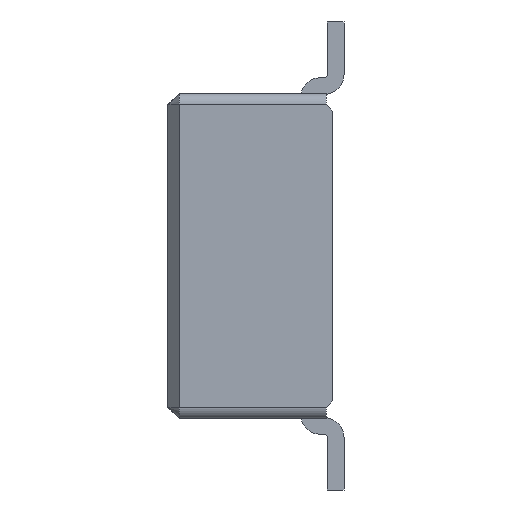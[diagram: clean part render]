
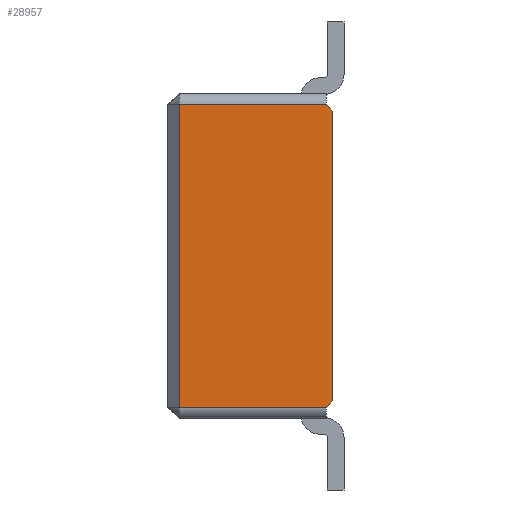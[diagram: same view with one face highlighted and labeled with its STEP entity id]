
A CAD part, left-side view. The second image highlights one B-rep face of the part: STEP entity #28957.
In plain terms, the highlighted planar face has unit normal (-1, 0, 0).
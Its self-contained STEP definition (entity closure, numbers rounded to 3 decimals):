
#181=DIRECTION('',(0.,0.707,0.707));
#182=VECTOR('',#181,0.085);
#183=CARTESIAN_POINT('',(-5.725,-0.74,1.3));
#184=LINE('',#183,#182);
#185=DIRECTION('',(0.,-0.707,0.707));
#186=VECTOR('',#185,0.085);
#187=CARTESIAN_POINT('',(-5.725,-0.68,-1.36));
#188=LINE('',#187,#186);
#193=DIRECTION('',(0.,1.,0.));
#194=VECTOR('',#193,1.32);
#195=CARTESIAN_POINT('',(-5.725,-0.68,-1.36));
#196=LINE('',#195,#194);
#891=DIRECTION('',(0.,0.,1.));
#892=VECTOR('',#891,2.6);
#893=CARTESIAN_POINT('',(-5.725,-0.74,-1.3));
#894=LINE('',#893,#892);
#21505=DIRECTION('',(0.,-1.,0.));
#21506=VECTOR('',#21505,1.32);
#21507=CARTESIAN_POINT('',(-5.725,0.64,1.36));
#21508=LINE('',#21507,#21506);
#21518=DIRECTION('',(0.,0.,1.));
#21519=VECTOR('',#21518,2.72);
#21520=CARTESIAN_POINT('',(-5.725,0.64,-1.36));
#21521=LINE('',#21520,#21519);
#23757=CARTESIAN_POINT('',(-5.725,-0.74,1.3));
#23759=VERTEX_POINT('',#23757);
#23761=CARTESIAN_POINT('',(-5.725,-0.74,-1.3));
#23763=VERTEX_POINT('',#23761);
#23773=CARTESIAN_POINT('',(-5.725,-0.68,-1.36));
#23775=VERTEX_POINT('',#23773);
#23778=CARTESIAN_POINT('',(-5.725,-0.68,1.36));
#23780=VERTEX_POINT('',#23778);
#24837=CARTESIAN_POINT('',(-5.725,0.64,-1.36));
#24838=CARTESIAN_POINT('',(-5.725,0.64,1.36));
#24839=VERTEX_POINT('',#24837);
#24840=VERTEX_POINT('',#24838);
#28939=CARTESIAN_POINT('',(-5.725,0.74,-1.46));
#28940=DIRECTION('',(-1.,0.,0.));
#28941=DIRECTION('',(0.,-1.,0.));
#28942=AXIS2_PLACEMENT_3D('',#28939,#28940,#28941);
#28943=PLANE('',#28942);
#28945=ORIENTED_EDGE('',*,*,#28944,.T.);
#28947=ORIENTED_EDGE('',*,*,#28946,.T.);
#28949=ORIENTED_EDGE('',*,*,#28948,.T.);
#28951=ORIENTED_EDGE('',*,*,#28950,.F.);
#28953=ORIENTED_EDGE('',*,*,#28952,.F.);
#28954=ORIENTED_EDGE('',*,*,#28930,.F.);
#28955=EDGE_LOOP('',(#28945,#28947,#28949,#28951,#28953,#28954));
#28956=FACE_OUTER_BOUND('',#28955,.F.);
#28957=ADVANCED_FACE('',(#28956),#28943,.T.);
#28930=EDGE_CURVE('',#23775,#23763,#188,.T.);
#28944=EDGE_CURVE('',#23775,#24839,#196,.T.);
#28946=EDGE_CURVE('',#24839,#24840,#21521,.T.);
#28948=EDGE_CURVE('',#24840,#23780,#21508,.T.);
#28950=EDGE_CURVE('',#23759,#23780,#184,.T.);
#28952=EDGE_CURVE('',#23763,#23759,#894,.T.);
